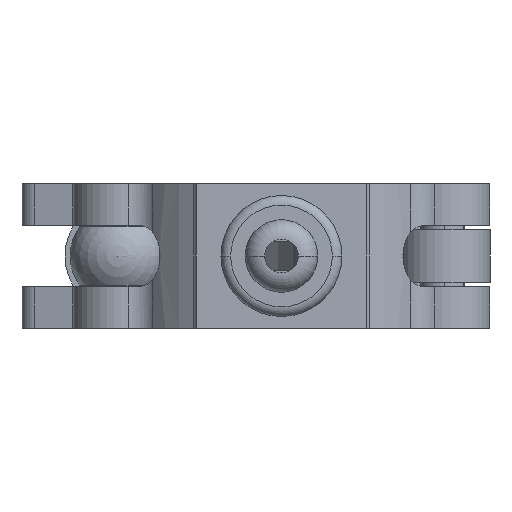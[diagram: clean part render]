
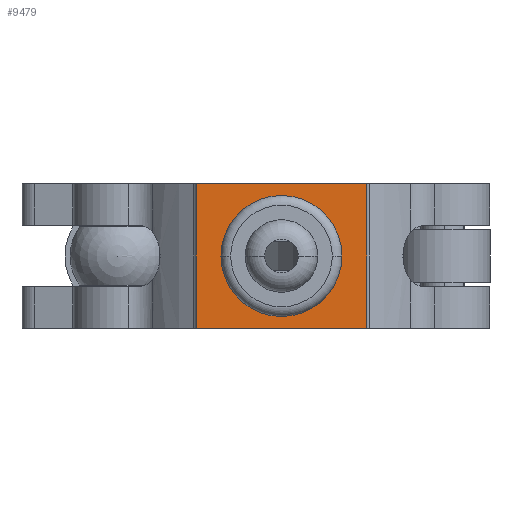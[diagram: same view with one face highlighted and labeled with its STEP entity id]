
A CAD part, front view. The second image highlights one B-rep face of the part: STEP entity #9479.
In plain terms, the highlighted planar face has unit normal (0, -1, 0).
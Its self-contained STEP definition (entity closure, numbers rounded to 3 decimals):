
#600 = VERTEX_POINT ( 'NONE', #6849 ) ;
#652 = CIRCLE ( 'NONE', #9396, 6.35 ) ;
#665 = EDGE_CURVE ( 'NONE', #7613, #2302, #6991, .T. ) ;
#717 = FACE_OUTER_BOUND ( 'NONE', #8047, .T. ) ;
#1299 = DIRECTION ( 'NONE',  ( 0., 0., 1. ) ) ;
#1435 = CARTESIAN_POINT ( 'NONE',  ( 0., 0., 0. ) ) ;
#2024 = CARTESIAN_POINT ( 'NONE',  ( -17.625, 0., -14.95 ) ) ;
#2139 = VECTOR ( 'NONE', #4460, 1000. ) ;
#2195 = CARTESIAN_POINT ( 'NONE',  ( 0., 0., 0. ) ) ;
#2302 = VERTEX_POINT ( 'NONE', #9106 ) ;
#2333 = ORIENTED_EDGE ( 'NONE', *, *, #9871, .T. ) ;
#2342 = DIRECTION ( 'NONE',  ( 0., 1., 0. ) ) ;
#2448 = DIRECTION ( 'NONE',  ( 1., 0., 0. ) ) ;
#2660 = EDGE_CURVE ( 'NONE', #8724, #600, #652, .T. ) ;
#2743 = DIRECTION ( 'NONE',  ( 1., 0., 0. ) ) ;
#2779 = CARTESIAN_POINT ( 'NONE',  ( -17.625, 0., -14.95 ) ) ;
#2781 = CARTESIAN_POINT ( 'NONE',  ( -17.625, 0., 14.95 ) ) ;
#2972 = EDGE_CURVE ( 'NONE', #6146, #2302, #9614, .T. ) ;
#3016 = FACE_BOUND ( 'NONE', #5145, .T. ) ;
#3122 = CIRCLE ( 'NONE', #3278, 6.35 ) ;
#3278 = AXIS2_PLACEMENT_3D ( 'NONE', #1435, #2342, #8199 ) ;
#3556 = AXIS2_PLACEMENT_3D ( 'NONE', #8065, #8934, #1299 ) ;
#3904 = PLANE ( 'NONE',  #3556 ) ;
#4453 = EDGE_CURVE ( 'NONE', #600, #8724, #3122, .T. ) ;
#4460 = DIRECTION ( 'NONE',  ( 0., 0., -1. ) ) ;
#4663 = LINE ( 'NONE', #4864, #8790 ) ;
#4864 = CARTESIAN_POINT ( 'NONE',  ( -17.625, 0., 14.95 ) ) ;
#5145 = EDGE_LOOP ( 'NONE', ( #8422, #8693 ) ) ;
#5283 = LINE ( 'NONE', #8627, #7805 ) ;
#6083 = DIRECTION ( 'NONE',  ( 0., 0., -1. ) ) ;
#6146 = VERTEX_POINT ( 'NONE', #7732 ) ;
#6347 = DIRECTION ( 'NONE',  ( 0., 1., 0. ) ) ;
#6849 = CARTESIAN_POINT ( 'NONE',  ( 0., 0., 6.35 ) ) ;
#6859 = ORIENTED_EDGE ( 'NONE', *, *, #2972, .F. ) ;
#6991 = LINE ( 'NONE', #2779, #9664 ) ;
#7448 = EDGE_CURVE ( 'NONE', #10577, #6146, #4663, .T. ) ;
#7613 = VERTEX_POINT ( 'NONE', #2024 ) ;
#7732 = CARTESIAN_POINT ( 'NONE',  ( 17.625, 0., 14.95 ) ) ;
#7805 = VECTOR ( 'NONE', #6083, 1000. ) ;
#8047 = EDGE_LOOP ( 'NONE', ( #10755, #6859, #10245, #2333 ) ) ;
#8065 = CARTESIAN_POINT ( 'NONE',  ( -17.625, 0., 14.95 ) ) ;
#8165 = DIRECTION ( 'NONE',  ( 0., 0., 1. ) ) ;
#8199 = DIRECTION ( 'NONE',  ( 0., 0., 1. ) ) ;
#8422 = ORIENTED_EDGE ( 'NONE', *, *, #2660, .T. ) ;
#8627 = CARTESIAN_POINT ( 'NONE',  ( -17.625, 0., 14.95 ) ) ;
#8666 = CARTESIAN_POINT ( 'NONE',  ( 17.625, 0., 14.95 ) ) ;
#8693 = ORIENTED_EDGE ( 'NONE', *, *, #4453, .T. ) ;
#8724 = VERTEX_POINT ( 'NONE', #10283 ) ;
#8790 = VECTOR ( 'NONE', #2448, 1000. ) ;
#8934 = DIRECTION ( 'NONE',  ( 0., 1., 0. ) ) ;
#9106 = CARTESIAN_POINT ( 'NONE',  ( 17.625, 0., -14.95 ) ) ;
#9396 = AXIS2_PLACEMENT_3D ( 'NONE', #2195, #6347, #8165 ) ;
#9479 = ADVANCED_FACE ( 'NONE', ( #3016, #717 ), #3904, .F. ) ;
#9614 = LINE ( 'NONE', #8666, #2139 ) ;
#9664 = VECTOR ( 'NONE', #2743, 1000. ) ;
#9871 = EDGE_CURVE ( 'NONE', #10577, #7613, #5283, .T. ) ;
#10245 = ORIENTED_EDGE ( 'NONE', *, *, #7448, .F. ) ;
#10283 = CARTESIAN_POINT ( 'NONE',  ( 0., 0., -6.35 ) ) ;
#10577 = VERTEX_POINT ( 'NONE', #2781 ) ;
#10755 = ORIENTED_EDGE ( 'NONE', *, *, #665, .T. ) ;
